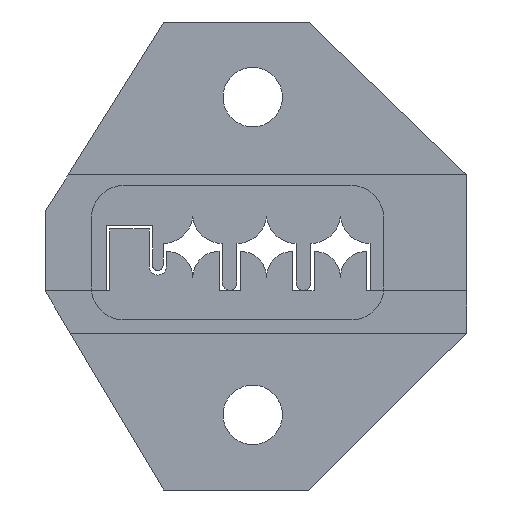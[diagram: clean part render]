
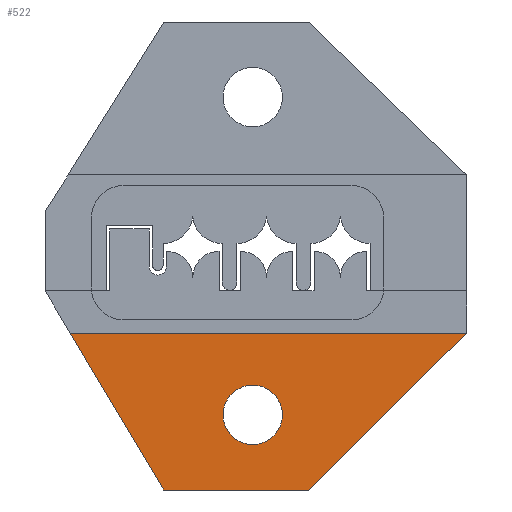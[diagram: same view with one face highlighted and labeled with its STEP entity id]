
A CAD part, left-side view. The second image highlights one B-rep face of the part: STEP entity #522.
In plain terms, the highlighted planar face has unit normal (-1, 0, 0).
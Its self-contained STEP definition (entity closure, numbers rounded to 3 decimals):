
#522=ADVANCED_FACE('',(#1529,#1530),#717,.T.);
#717=PLANE('',#4491);
#829=CIRCLE('',#4485,2.25);
#1050=LINE('',#7495,#1376);
#1059=LINE('',#7513,#1385);
#1060=LINE('',#7515,#1386);
#1061=LINE('',#7517,#1387);
#1376=VECTOR('',#5146,1.);
#1385=VECTOR('',#5159,1.);
#1386=VECTOR('',#5162,1.);
#1387=VECTOR('',#5163,1.);
#1529=FACE_BOUND('',#1705,.T.);
#1530=FACE_BOUND('',#1706,.T.);
#1705=EDGE_LOOP('',(#2606));
#1706=EDGE_LOOP('',(#2607,#2608,#2609,#2610));
#2606=ORIENTED_EDGE('',*,*,#3872,.F.);
#2607=ORIENTED_EDGE('',*,*,#3876,.T.);
#2608=ORIENTED_EDGE('',*,*,#3885,.F.);
#2609=ORIENTED_EDGE('',*,*,#3886,.T.);
#2610=ORIENTED_EDGE('',*,*,#3887,.F.);
#3344=VERTEX_POINT('',#7486);
#3348=VERTEX_POINT('',#7494);
#3349=VERTEX_POINT('',#7496);
#3355=VERTEX_POINT('',#7512);
#3356=VERTEX_POINT('',#7516);
#3872=EDGE_CURVE('',#3344,#3344,#829,.T.);
#3876=EDGE_CURVE('',#3349,#3348,#1050,.T.);
#3885=EDGE_CURVE('',#3355,#3348,#1059,.T.);
#3886=EDGE_CURVE('',#3355,#3356,#1060,.T.);
#3887=EDGE_CURVE('',#3349,#3356,#1061,.T.);
#4485=AXIS2_PLACEMENT_3D('',#7485,#5138,#5139);
#4491=AXIS2_PLACEMENT_3D('',#7518,#5164,#5165);
#5138=DIRECTION('',(-1.,0.,0.));
#5139=DIRECTION('',(0.,0.,1.));
#5146=DIRECTION('',(0.,-0.71,0.704));
#5159=DIRECTION('',(0.,-1.,0.));
#5162=DIRECTION('',(0.,-0.512,-0.859));
#5163=DIRECTION('',(0.,1.,0.));
#5164=DIRECTION('',(-1.,0.,0.));
#5165=DIRECTION('',(0.,0.,1.));
#7485=CARTESIAN_POINT('',(2.05,16.25,-6.2));
#7486=CARTESIAN_POINT('',(2.05,16.25,-3.95));
#7494=CARTESIAN_POINT('',(2.05,0.,0.));
#7495=CARTESIAN_POINT('',(2.05,0.,0.));
#7496=CARTESIAN_POINT('',(2.05,12.,-11.9));
#7512=CARTESIAN_POINT('',(2.05,30.093,0.));
#7513=CARTESIAN_POINT('',(2.05,-10.,0.));
#7515=CARTESIAN_POINT('',(2.05,23.,-11.9));
#7516=CARTESIAN_POINT('',(2.05,23.,-11.9));
#7517=CARTESIAN_POINT('',(2.05,-10.,-11.9));
#7518=CARTESIAN_POINT('',(2.05,-10.,-11.9));
